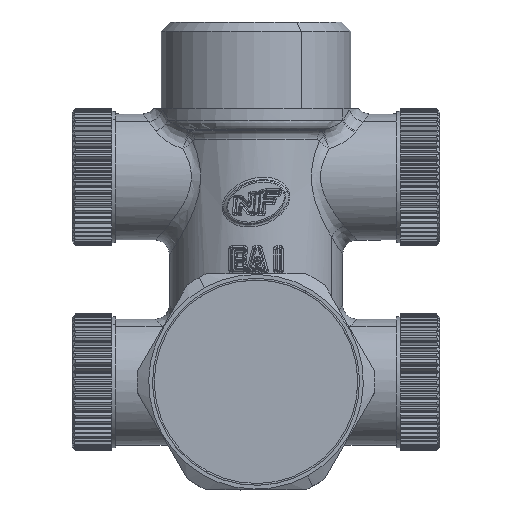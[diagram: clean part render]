
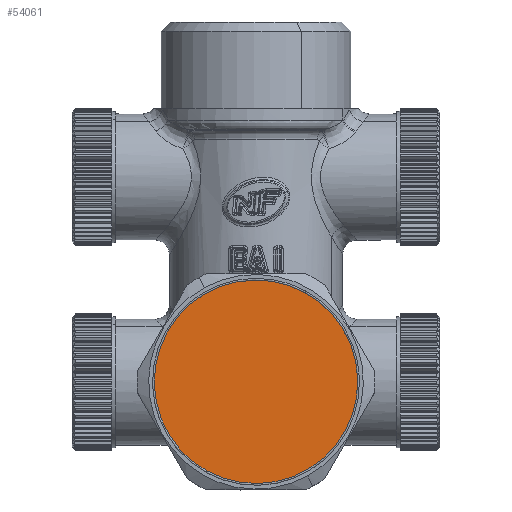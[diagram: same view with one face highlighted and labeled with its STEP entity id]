
A CAD part, top view. The second image highlights one B-rep face of the part: STEP entity #54061.
In plain terms, the highlighted planar face has unit normal (0, 0, 1).
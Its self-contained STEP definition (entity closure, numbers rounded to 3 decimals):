
#53345=CARTESIAN_POINT('Vertex',(6.772,12.396,36.)) ;
#53361=CARTESIAN_POINT('Vertex',(-6.772,-12.396,36.)) ;
#53364=CARTESIAN_POINT('Axis2P3D Location',(0.,0.,36.)) ;
#53381=CARTESIAN_POINT('Axis2P3D Location',(0.,0.,36.)) ;
#54052=CARTESIAN_POINT('Axis2P3D Location',(0.,0.,36.)) ;
#53365=DIRECTION('Axis2P3D Direction',(0.,0.,-1.)) ;
#53382=DIRECTION('Axis2P3D Direction',(0.,0.,-1.)) ;
#54053=DIRECTION('Axis2P3D Direction',(0.,0.,-1.)) ;
#54054=DIRECTION('Axis2P3D XDirection',(1.,0.,0.)) ;
#53366=AXIS2_PLACEMENT_3D('Circle Axis2P3D',#53364,#53365,$) ;
#53383=AXIS2_PLACEMENT_3D('Circle Axis2P3D',#53381,#53382,$) ;
#54055=AXIS2_PLACEMENT_3D('Plane Axis2P3D',#54052,#54053,#54054) ;
#54058=ORIENTED_EDGE('',*,*,#53385,.F.) ;
#54059=ORIENTED_EDGE('',*,*,#53368,.F.) ;
#54061=ADVANCED_FACE('PartBody',(#54060),#54056,.F.) ;
#53367=CIRCLE('generated circle',#53366,14.125) ;
#53384=CIRCLE('generated circle',#53383,14.125) ;
#53368=EDGE_CURVE('',#53362,#53346,#53367,.T.) ;
#53385=EDGE_CURVE('',#53346,#53362,#53384,.T.) ;
#54057=EDGE_LOOP('',(#54058,#54059)) ;
#54060=FACE_OUTER_BOUND('',#54057,.T.) ;
#54056=PLANE('',#54055) ;
#53346=VERTEX_POINT('',#53345) ;
#53362=VERTEX_POINT('',#53361) ;
